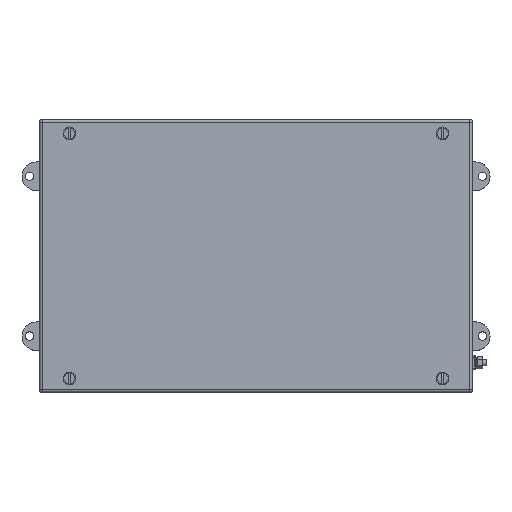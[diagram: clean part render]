
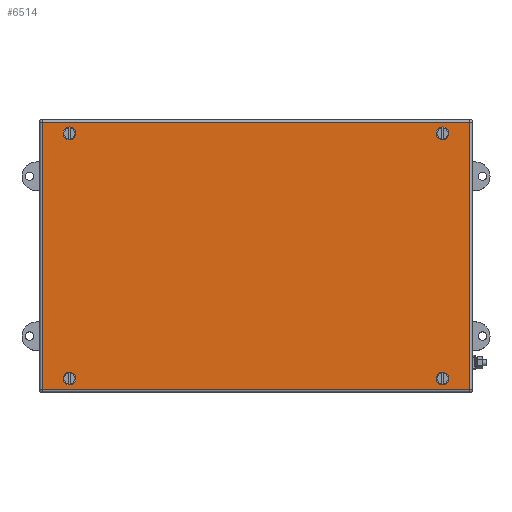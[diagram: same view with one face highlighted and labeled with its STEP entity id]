
A CAD part, top view. The second image highlights one B-rep face of the part: STEP entity #6514.
In plain terms, the highlighted planar face has unit normal (0, 0, 1).
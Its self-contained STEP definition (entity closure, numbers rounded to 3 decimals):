
#6301=AXIS2_PLACEMENT_3D('Circle Axis2P3D',#6299,#6300,$) ;
#6320=AXIS2_PLACEMENT_3D('Circle Axis2P3D',#6318,#6319,$) ;
#6344=AXIS2_PLACEMENT_3D('Circle Axis2P3D',#6342,#6343,$) ;
#6363=AXIS2_PLACEMENT_3D('Circle Axis2P3D',#6361,#6362,$) ;
#6387=AXIS2_PLACEMENT_3D('Circle Axis2P3D',#6385,#6386,$) ;
#6406=AXIS2_PLACEMENT_3D('Circle Axis2P3D',#6404,#6405,$) ;
#6430=AXIS2_PLACEMENT_3D('Circle Axis2P3D',#6428,#6429,$) ;
#6449=AXIS2_PLACEMENT_3D('Circle Axis2P3D',#6447,#6448,$) ;
#6462=AXIS2_PLACEMENT_3D('Plane Axis2P3D',#6459,#6460,#6461) ;
#6296=CARTESIAN_POINT('Vertex',(391.75,243.,133.)) ;
#6299=CARTESIAN_POINT('Axis2P3D Location',(394.5,243.,133.)) ;
#6303=CARTESIAN_POINT('Vertex',(397.25,243.,133.)) ;
#6318=CARTESIAN_POINT('Axis2P3D Location',(394.5,243.,133.)) ;
#6339=CARTESIAN_POINT('Vertex',(47.25,13.,133.)) ;
#6342=CARTESIAN_POINT('Axis2P3D Location',(44.5,13.,133.)) ;
#6346=CARTESIAN_POINT('Vertex',(41.75,13.,133.)) ;
#6361=CARTESIAN_POINT('Axis2P3D Location',(44.5,13.,133.)) ;
#6382=CARTESIAN_POINT('Vertex',(47.25,243.,133.)) ;
#6385=CARTESIAN_POINT('Axis2P3D Location',(44.5,243.,133.)) ;
#6389=CARTESIAN_POINT('Vertex',(41.75,243.,133.)) ;
#6404=CARTESIAN_POINT('Axis2P3D Location',(44.5,243.,133.)) ;
#6425=CARTESIAN_POINT('Vertex',(391.75,13.,133.)) ;
#6428=CARTESIAN_POINT('Axis2P3D Location',(394.5,13.,133.)) ;
#6432=CARTESIAN_POINT('Vertex',(397.25,13.,133.)) ;
#6447=CARTESIAN_POINT('Axis2P3D Location',(394.5,13.,133.)) ;
#6459=CARTESIAN_POINT('Axis2P3D Location',(219.5,128.,133.)) ;
#6464=CARTESIAN_POINT('Line Origine',(219.5,2.6,133.)) ;
#6468=CARTESIAN_POINT('Vertex',(419.9,2.6,133.)) ;
#6470=CARTESIAN_POINT('Vertex',(19.1,2.6,133.)) ;
#6473=CARTESIAN_POINT('Line Origine',(419.9,128.,133.)) ;
#6477=CARTESIAN_POINT('Vertex',(419.9,253.4,133.)) ;
#6480=CARTESIAN_POINT('Line Origine',(219.5,253.4,133.)) ;
#6484=CARTESIAN_POINT('Vertex',(19.1,253.4,133.)) ;
#6487=CARTESIAN_POINT('Line Origine',(19.1,128.,133.)) ;
#6300=DIRECTION('Axis2P3D Direction',(0.,0.,1.)) ;
#6319=DIRECTION('Axis2P3D Direction',(0.,0.,1.)) ;
#6343=DIRECTION('Axis2P3D Direction',(0.,0.,1.)) ;
#6362=DIRECTION('Axis2P3D Direction',(0.,0.,1.)) ;
#6386=DIRECTION('Axis2P3D Direction',(0.,0.,1.)) ;
#6405=DIRECTION('Axis2P3D Direction',(0.,0.,1.)) ;
#6429=DIRECTION('Axis2P3D Direction',(0.,0.,1.)) ;
#6448=DIRECTION('Axis2P3D Direction',(0.,0.,1.)) ;
#6460=DIRECTION('Axis2P3D Direction',(0.,0.,-1.)) ;
#6461=DIRECTION('Axis2P3D XDirection',(1.,0.,0.)) ;
#6465=DIRECTION('Vector Direction',(1.,0.,0.)) ;
#6474=DIRECTION('Vector Direction',(0.,-1.,0.)) ;
#6481=DIRECTION('Vector Direction',(-1.,0.,0.)) ;
#6488=DIRECTION('Vector Direction',(0.,1.,0.)) ;
#6466=VECTOR('Line Direction',#6465,1.) ;
#6475=VECTOR('Line Direction',#6474,1.) ;
#6482=VECTOR('Line Direction',#6481,1.) ;
#6489=VECTOR('Line Direction',#6488,1.) ;
#6493=ORIENTED_EDGE('',*,*,#6472,.F.) ;
#6494=ORIENTED_EDGE('',*,*,#6479,.F.) ;
#6495=ORIENTED_EDGE('',*,*,#6486,.F.) ;
#6496=ORIENTED_EDGE('',*,*,#6491,.F.) ;
#6499=ORIENTED_EDGE('',*,*,#6451,.F.) ;
#6500=ORIENTED_EDGE('',*,*,#6434,.F.) ;
#6503=ORIENTED_EDGE('',*,*,#6365,.F.) ;
#6504=ORIENTED_EDGE('',*,*,#6348,.F.) ;
#6507=ORIENTED_EDGE('',*,*,#6322,.F.) ;
#6508=ORIENTED_EDGE('',*,*,#6305,.F.) ;
#6511=ORIENTED_EDGE('',*,*,#6408,.F.) ;
#6512=ORIENTED_EDGE('',*,*,#6391,.F.) ;
#6501=FACE_BOUND('',#6498,.T.) ;
#6505=FACE_BOUND('',#6502,.T.) ;
#6509=FACE_BOUND('',#6506,.T.) ;
#6513=FACE_BOUND('',#6510,.T.) ;
#6514=ADVANCED_FACE('Cover',(#6497,#6501,#6505,#6509,#6513),#6463,.F.) ;
#6302=CIRCLE('generated circle',#6301,2.75) ;
#6321=CIRCLE('generated circle',#6320,2.75) ;
#6345=CIRCLE('generated circle',#6344,2.75) ;
#6364=CIRCLE('generated circle',#6363,2.75) ;
#6388=CIRCLE('generated circle',#6387,2.75) ;
#6407=CIRCLE('generated circle',#6406,2.75) ;
#6431=CIRCLE('generated circle',#6430,2.75) ;
#6450=CIRCLE('generated circle',#6449,2.75) ;
#6305=EDGE_CURVE('',#6297,#6304,#6302,.T.) ;
#6322=EDGE_CURVE('',#6304,#6297,#6321,.T.) ;
#6348=EDGE_CURVE('',#6340,#6347,#6345,.T.) ;
#6365=EDGE_CURVE('',#6347,#6340,#6364,.T.) ;
#6391=EDGE_CURVE('',#6383,#6390,#6388,.T.) ;
#6408=EDGE_CURVE('',#6390,#6383,#6407,.T.) ;
#6434=EDGE_CURVE('',#6426,#6433,#6431,.T.) ;
#6451=EDGE_CURVE('',#6433,#6426,#6450,.T.) ;
#6472=EDGE_CURVE('',#6469,#6471,#6467,.F.) ;
#6479=EDGE_CURVE('',#6478,#6469,#6476,.T.) ;
#6486=EDGE_CURVE('',#6485,#6478,#6483,.F.) ;
#6491=EDGE_CURVE('',#6471,#6485,#6490,.T.) ;
#6492=EDGE_LOOP('',(#6493,#6494,#6495,#6496)) ;
#6498=EDGE_LOOP('',(#6499,#6500)) ;
#6502=EDGE_LOOP('',(#6503,#6504)) ;
#6506=EDGE_LOOP('',(#6507,#6508)) ;
#6510=EDGE_LOOP('',(#6511,#6512)) ;
#6497=FACE_OUTER_BOUND('',#6492,.T.) ;
#6467=LINE('Line',#6464,#6466) ;
#6476=LINE('Line',#6473,#6475) ;
#6483=LINE('Line',#6480,#6482) ;
#6490=LINE('Line',#6487,#6489) ;
#6463=PLANE('',#6462) ;
#6297=VERTEX_POINT('',#6296) ;
#6304=VERTEX_POINT('',#6303) ;
#6340=VERTEX_POINT('',#6339) ;
#6347=VERTEX_POINT('',#6346) ;
#6383=VERTEX_POINT('',#6382) ;
#6390=VERTEX_POINT('',#6389) ;
#6426=VERTEX_POINT('',#6425) ;
#6433=VERTEX_POINT('',#6432) ;
#6469=VERTEX_POINT('',#6468) ;
#6471=VERTEX_POINT('',#6470) ;
#6478=VERTEX_POINT('',#6477) ;
#6485=VERTEX_POINT('',#6484) ;
